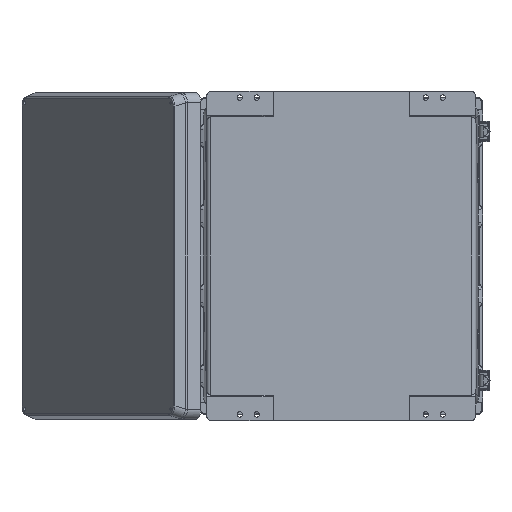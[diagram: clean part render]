
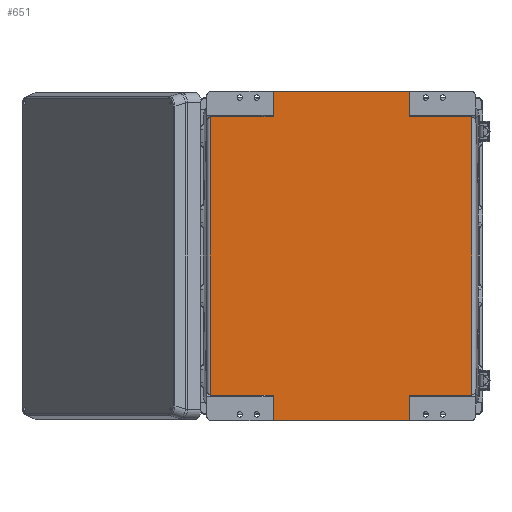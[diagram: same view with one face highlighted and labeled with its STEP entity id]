
A CAD part, front view. The second image highlights one B-rep face of the part: STEP entity #651.
In plain terms, the highlighted planar face has unit normal (0, -1, 0).
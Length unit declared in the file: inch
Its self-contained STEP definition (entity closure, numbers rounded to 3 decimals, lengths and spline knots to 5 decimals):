
#121 = EDGE_LOOP ( 'NONE', ( #8550, #4218, #41498, #7638, #2083, #45309, #39240, #25450, #27756, #42609, #37792, #36150 ) ) ;
#214 = CARTESIAN_POINT ( 'NONE',  ( -4.03163, 0.05906, -20.34606 ) ) ;
#651 = ADVANCED_FACE ( 'NONE', ( #12056 ), #16373, .F. ) ;
#682 = DIRECTION ( 'NONE',  ( 0., 0., -1. ) ) ;
#754 = EDGE_CURVE ( 'NONE', #36442, #3332, #15202, .T. ) ;
#1212 = LINE ( 'NONE', #12260, #38284 ) ;
#1313 = EDGE_CURVE ( 'NONE', #28469, #27869, #27272, .T. ) ;
#2083 = ORIENTED_EDGE ( 'NONE', *, *, #25390, .F. ) ;
#2418 = CARTESIAN_POINT ( 'NONE',  ( 4.03163, 0.05906, -1.51961 ) ) ;
#3093 = CARTESIAN_POINT ( 'NONE',  ( 4.03163, 0.05906, -20.34606 ) ) ;
#3332 = VERTEX_POINT ( 'NONE', #32628 ) ;
#4218 = ORIENTED_EDGE ( 'NONE', *, *, #42659, .T. ) ;
#4245 = CARTESIAN_POINT ( 'NONE',  ( 4.03163, 0.05906, -17.96858 ) ) ;
#4284 = VECTOR ( 'NONE', #23426, 39.37008 ) ;
#4302 = VECTOR ( 'NONE', #16905, 39.37008 ) ;
#4626 = VECTOR ( 'NONE', #682, 39.37008 ) ;
#5054 = DIRECTION ( 'NONE',  ( -1., 0., 0. ) ) ;
#5529 = CARTESIAN_POINT ( 'NONE',  ( 4.03163, 0.05906, 0. ) ) ;
#7638 = ORIENTED_EDGE ( 'NONE', *, *, #11695, .F. ) ;
#7829 = LINE ( 'NONE', #22466, #18860 ) ;
#8550 = ORIENTED_EDGE ( 'NONE', *, *, #26281, .F. ) ;
#9268 = LINE ( 'NONE', #23899, #4284 ) ;
#9724 = VECTOR ( 'NONE', #42136, 39.37008 ) ;
#9757 = EDGE_CURVE ( 'NONE', #10831, #42119, #44040, .T. ) ;
#10046 = CARTESIAN_POINT ( 'NONE',  ( -4.03163, 0.05906, 0.85787 ) ) ;
#10831 = VERTEX_POINT ( 'NONE', #26983 ) ;
#11695 = EDGE_CURVE ( 'NONE', #32658, #42119, #17035, .T. ) ;
#12056 = FACE_OUTER_BOUND ( 'NONE', #121, .T. ) ;
#12260 = CARTESIAN_POINT ( 'NONE',  ( 8.11811, 0.05906, -1.51961 ) ) ;
#12426 = VECTOR ( 'NONE', #19608, 39.37008 ) ;
#12524 = CARTESIAN_POINT ( 'NONE',  ( 8.11811, 0.05906, -1.51961 ) ) ;
#13685 = VERTEX_POINT ( 'NONE', #2418 ) ;
#14030 = EDGE_CURVE ( 'NONE', #44490, #15565, #9268, .T. ) ;
#14371 = VECTOR ( 'NONE', #27485, 39.37008 ) ;
#14771 = EDGE_CURVE ( 'NONE', #3332, #15565, #46443, .T. ) ;
#14892 = VECTOR ( 'NONE', #26090, 39.37008 ) ;
#15202 = LINE ( 'NONE', #21913, #33053 ) ;
#15209 = CARTESIAN_POINT ( 'NONE',  ( 7.73754, 0.05906, -17.96858 ) ) ;
#15565 = VERTEX_POINT ( 'NONE', #46027 ) ;
#16223 = LINE ( 'NONE', #31291, #14371 ) ;
#16252 = CARTESIAN_POINT ( 'NONE',  ( 8.11811, 0.05906, -17.96858 ) ) ;
#16373 = PLANE ( 'NONE',  #41428 ) ;
#16905 = DIRECTION ( 'NONE',  ( 0., 0., 1. ) ) ;
#17035 = LINE ( 'NONE', #31617, #9724 ) ;
#17516 = CARTESIAN_POINT ( 'NONE',  ( 7.73754, 0.05906, -1.51961 ) ) ;
#18666 = CARTESIAN_POINT ( 'NONE',  ( -7.73754, 0.05906, -1.51961 ) ) ;
#18860 = VECTOR ( 'NONE', #37055, 39.37008 ) ;
#19608 = DIRECTION ( 'NONE',  ( -1., 0., 0. ) ) ;
#21472 = EDGE_CURVE ( 'NONE', #13685, #44490, #7829, .T. ) ;
#21913 = CARTESIAN_POINT ( 'NONE',  ( -8.11811, 0.05906, -1.51961 ) ) ;
#22466 = CARTESIAN_POINT ( 'NONE',  ( 4.03163, 0.05906, 0.85787 ) ) ;
#23426 = DIRECTION ( 'NONE',  ( -1., 0., 0. ) ) ;
#23873 = VERTEX_POINT ( 'NONE', #33742 ) ;
#23899 = CARTESIAN_POINT ( 'NONE',  ( 8.11811, 0.05906, 0. ) ) ;
#24511 = EDGE_CURVE ( 'NONE', #28469, #27800, #42478, .T. ) ;
#24682 = DIRECTION ( 'NONE',  ( 0., 0., 1. ) ) ;
#25390 = EDGE_CURVE ( 'NONE', #27869, #32658, #43074, .T. ) ;
#25450 = ORIENTED_EDGE ( 'NONE', *, *, #35638, .T. ) ;
#25986 = DIRECTION ( 'NONE',  ( 1., 0., 0. ) ) ;
#26090 = DIRECTION ( 'NONE',  ( 0., 0., 1. ) ) ;
#26281 = EDGE_CURVE ( 'NONE', #23873, #36442, #44959, .T. ) ;
#26983 = CARTESIAN_POINT ( 'NONE',  ( -4.03163, 0.05906, -17.96858 ) ) ;
#27272 = LINE ( 'NONE', #16252, #12426 ) ;
#27485 = DIRECTION ( 'NONE',  ( 1., 0., 0. ) ) ;
#27756 = ORIENTED_EDGE ( 'NONE', *, *, #21472, .T. ) ;
#27800 = VERTEX_POINT ( 'NONE', #17516 ) ;
#27869 = VERTEX_POINT ( 'NONE', #4245 ) ;
#28469 = VERTEX_POINT ( 'NONE', #15209 ) ;
#29747 = CARTESIAN_POINT ( 'NONE',  ( 4.03163, 0.05906, -19.48819 ) ) ;
#30967 = DIRECTION ( 'NONE',  ( 0., 0., 1. ) ) ;
#31291 = CARTESIAN_POINT ( 'NONE',  ( -8.11811, 0.05906, -17.96858 ) ) ;
#31617 = CARTESIAN_POINT ( 'NONE',  ( 8.11811, 0.05906, -19.48819 ) ) ;
#32628 = CARTESIAN_POINT ( 'NONE',  ( -4.03163, 0.05906, -1.51961 ) ) ;
#32658 = VERTEX_POINT ( 'NONE', #29747 ) ;
#33053 = VECTOR ( 'NONE', #25986, 39.37008 ) ;
#33304 = CARTESIAN_POINT ( 'NONE',  ( -4.03163, 0.05906, -19.48819 ) ) ;
#33742 = CARTESIAN_POINT ( 'NONE',  ( -7.73754, 0.05906, -17.96858 ) ) ;
#35638 = EDGE_CURVE ( 'NONE', #27800, #13685, #1212, .T. ) ;
#35923 = DIRECTION ( 'NONE',  ( 0., 0., -1. ) ) ;
#36150 = ORIENTED_EDGE ( 'NONE', *, *, #754, .F. ) ;
#36442 = VERTEX_POINT ( 'NONE', #40813 ) ;
#37055 = DIRECTION ( 'NONE',  ( 0., 0., 1. ) ) ;
#37792 = ORIENTED_EDGE ( 'NONE', *, *, #14771, .F. ) ;
#38145 = DIRECTION ( 'NONE',  ( 0., 1., 0. ) ) ;
#38284 = VECTOR ( 'NONE', #5054, 39.37008 ) ;
#39240 = ORIENTED_EDGE ( 'NONE', *, *, #24511, .T. ) ;
#40813 = CARTESIAN_POINT ( 'NONE',  ( -7.73754, 0.05906, -1.51961 ) ) ;
#41428 = AXIS2_PLACEMENT_3D ( 'NONE', #12524, #38145, #30967 ) ;
#41498 = ORIENTED_EDGE ( 'NONE', *, *, #9757, .T. ) ;
#41533 = CARTESIAN_POINT ( 'NONE',  ( 7.73754, 0.05906, -1.51961 ) ) ;
#42119 = VERTEX_POINT ( 'NONE', #33304 ) ;
#42136 = DIRECTION ( 'NONE',  ( -1., 0., 0. ) ) ;
#42478 = LINE ( 'NONE', #41533, #4302 ) ;
#42583 = VECTOR ( 'NONE', #24682, 39.37008 ) ;
#42609 = ORIENTED_EDGE ( 'NONE', *, *, #14030, .T. ) ;
#42659 = EDGE_CURVE ( 'NONE', #23873, #10831, #16223, .T. ) ;
#43074 = LINE ( 'NONE', #3093, #46908 ) ;
#44040 = LINE ( 'NONE', #214, #4626 ) ;
#44490 = VERTEX_POINT ( 'NONE', #5529 ) ;
#44959 = LINE ( 'NONE', #18666, #14892 ) ;
#45309 = ORIENTED_EDGE ( 'NONE', *, *, #1313, .F. ) ;
#46027 = CARTESIAN_POINT ( 'NONE',  ( -4.03163, 0.05906, 0. ) ) ;
#46443 = LINE ( 'NONE', #10046, #42583 ) ;
#46908 = VECTOR ( 'NONE', #35923, 39.37008 ) ;
